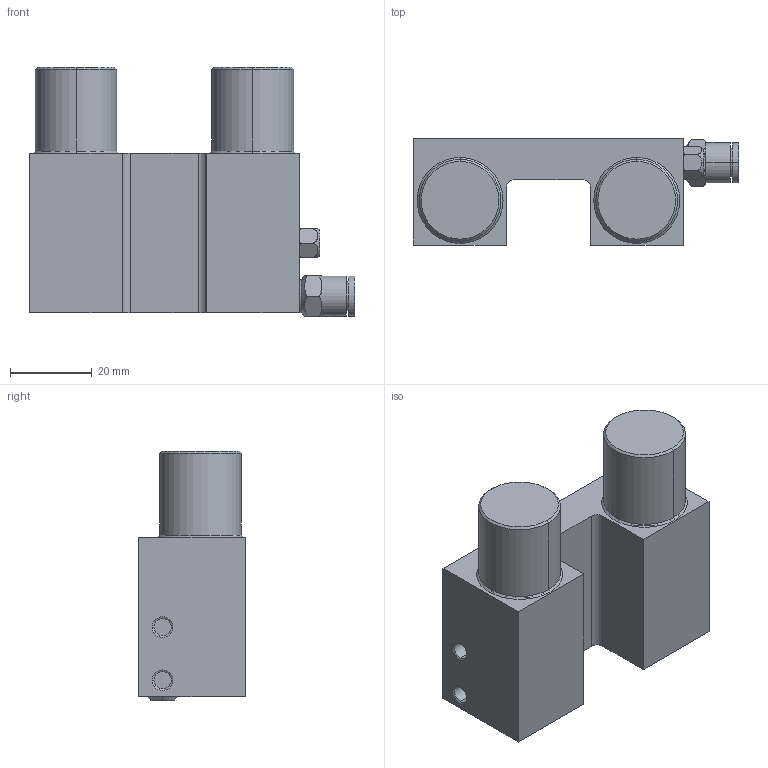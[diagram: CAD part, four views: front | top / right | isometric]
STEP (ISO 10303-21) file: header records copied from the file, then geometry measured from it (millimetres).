
FILE_DESCRIPTION (( 'STEP AP214' ), '1' );
FILE_NAME ('CPDS20S(³£±ÕÐÍ).STEP', '2019-10-17T02:34:37', ( 'USER-' ), ( 'MS' ), 'SwSTEP 2.0', 'SolidWorks 2012', '' );
FILE_SCHEMA (( 'AUTOMOTIVE_DESIGN' ));
Length unit declared in the file: millimetre
Products named in the file (1): CPDS20S(都敕倰)
Bounding box: 79.5 x 26 x 61 mm (x, y, z)
Volume: 68552.9 mm3; surface area: 17740.4 mm2
Topology: 5 solids, 7 shells, 145 faces, 302 edges, 188 vertices
Faces by surface type: cylinder 54, plane 51, cone 36, torus 4
Entity records: 5817 total; most frequent: CARTESIAN_POINT 992, DIRECTION 706, ORIENTED_EDGE 604, EDGE_CURVE 302, AXIS2_PLACEMENT_3D 290, VERTEX_POINT 188, EDGE_LOOP 164, UNCERTAINTY_MEASURE_WITH_UNIT 152
